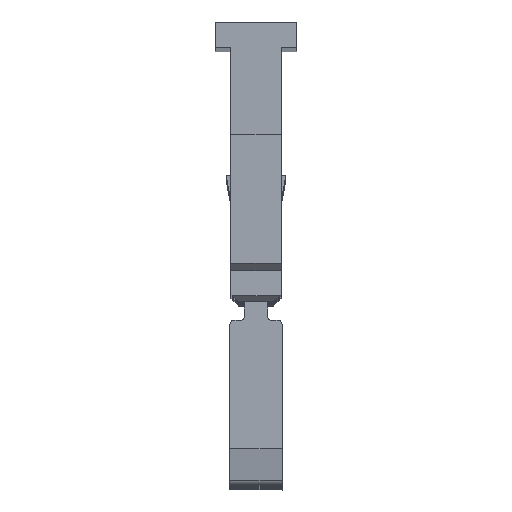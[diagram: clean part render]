
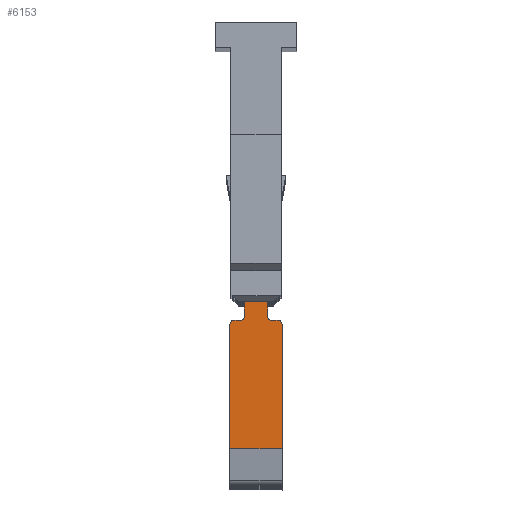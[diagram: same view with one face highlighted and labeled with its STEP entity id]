
A CAD part, top view. The second image highlights one B-rep face of the part: STEP entity #6153.
In plain terms, the highlighted planar face has unit normal (0, 0, 1).
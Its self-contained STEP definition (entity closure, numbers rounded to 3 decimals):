
#267 = AXIS2_PLACEMENT_3D ( 'NONE', #13465, #13502, #13483 ) ;
#271 = VECTOR ( 'NONE', #13500, 1000. ) ;
#272 = CIRCLE ( 'NONE', #267, 0.2 ) ;
#275 = VECTOR ( 'NONE', #13552, 1000. ) ;
#987 = FACE_OUTER_BOUND ( 'NONE', #9630, .T. ) ;
#1006 = CARTESIAN_POINT ( 'NONE',  ( 1392.082, 1072.329, 8.2 ) ) ;
#1011 = DIRECTION ( 'NONE',  ( 0., -1., 0. ) ) ;
#1014 = DIRECTION ( 'NONE',  ( 0., 0., 1. ) ) ;
#1031 = PLANE ( 'NONE',  #10621 ) ;
#5479 = LINE ( 'NONE', #5495, #10247 ) ;
#5485 = DIRECTION ( 'NONE',  ( 1., 0., 0. ) ) ;
#5495 = CARTESIAN_POINT ( 'NONE',  ( 1392.683, 1099.575, 8.2 ) ) ;
#5497 = CARTESIAN_POINT ( 'NONE',  ( 1392.682, 1063.477, 8.2 ) ) ;
#5509 = CARTESIAN_POINT ( 'NONE',  ( 1393.23, 1062.32, 8.2 ) ) ;
#5512 = DIRECTION ( 'NONE',  ( 0., 0., 1. ) ) ;
#5513 = DIRECTION ( 'NONE',  ( 0., 1., 0. ) ) ;
#5514 = DIRECTION ( 'NONE',  ( -1., 0., 0. ) ) ;
#5518 = LINE ( 'NONE', #5497, #10236 ) ;
#5535 = LINE ( 'NONE', #5536, #10232 ) ;
#5536 = CARTESIAN_POINT ( 'NONE',  ( 1393.43, 1046.275, 8.2 ) ) ;
#5545 = LINE ( 'NONE', #5552, #10250 ) ;
#5546 = DIRECTION ( 'NONE',  ( 0., 0., -1. ) ) ;
#5552 = CARTESIAN_POINT ( 'NONE',  ( 1391.482, 1072.329, 8.2 ) ) ;
#5553 = LINE ( 'NONE', #5595, #10273 ) ;
#5557 = DIRECTION ( 'NONE',  ( 0., -1., 0. ) ) ;
#5558 = CARTESIAN_POINT ( 'NONE',  ( 1391.282, 1062.72, 8.2 ) ) ;
#5560 = DIRECTION ( 'NONE',  ( 0., -1., 0. ) ) ;
#5562 = LINE ( 'NONE', #5588, #10294 ) ;
#5564 = CARTESIAN_POINT ( 'NONE',  ( 1392.882, 1062.72, 8.2 ) ) ;
#5569 = DIRECTION ( 'NONE',  ( 0., 0., -1. ) ) ;
#5573 = DIRECTION ( 'NONE',  ( 1., 0., 0. ) ) ;
#5575 = DIRECTION ( 'NONE',  ( -1., 0., 0. ) ) ;
#5577 = DIRECTION ( 'NONE',  ( 1., 0., 0. ) ) ;
#5588 = CARTESIAN_POINT ( 'NONE',  ( 1390.984, 1055.876, 8.2 ) ) ;
#5590 = DIRECTION ( 'NONE',  ( -1., 0., 0. ) ) ;
#5595 = CARTESIAN_POINT ( 'NONE',  ( 1392.082, 1062.52, 8.2 ) ) ;
#5865 = EDGE_CURVE ( 'NONE', #12895, #13074, #5518, .T. ) ;
#5866 = EDGE_CURVE ( 'NONE', #12891, #12895, #5479, .T. ) ;
#5873 = EDGE_CURVE ( 'NONE', #12886, #12893, #10258, .T. ) ;
#5878 = EDGE_CURVE ( 'NONE', #12917, #12891, #10243, .T. ) ;
#5883 = EDGE_CURVE ( 'NONE', #12921, #12882, #10266, .T. ) ;
#5887 = EDGE_CURVE ( 'NONE', #12886, #12967, #5535, .T. ) ;
#5891 = EDGE_CURVE ( 'NONE', #13074, #12921, #5545, .T. ) ;
#5896 = EDGE_CURVE ( 'NONE', #12919, #12967, #5562, .T. ) ;
#5899 = EDGE_CURVE ( 'NONE', #12893, #12917, #5553, .T. ) ;
#6153 = ADVANCED_FACE ( 'NONE', ( #987 ), #1031, .T. ) ;
#7613 = EDGE_CURVE ( 'NONE', #12882, #12913, #13441, .T. ) ;
#7616 = EDGE_CURVE ( 'NONE', #12913, #12878, #272, .T. ) ;
#7621 = EDGE_CURVE ( 'NONE', #12919, #12878, #13487, .T. ) ;
#9630 = EDGE_LOOP ( 'NONE', ( #22186, #22164, #22161, #22193, #22194, #22169, #22196, #22149, #22190, #22197, #22198, #22184 ) ) ;
#10229 = AXIS2_PLACEMENT_3D ( 'NONE', #5509, #5512, #5485 ) ;
#10232 = VECTOR ( 'NONE', #5557, 1000. ) ;
#10236 = VECTOR ( 'NONE', #5514, 1000. ) ;
#10243 = CIRCLE ( 'NONE', #10257, 0.2 ) ;
#10244 = AXIS2_PLACEMENT_3D ( 'NONE', #5558, #5569, #5573 ) ;
#10247 = VECTOR ( 'NONE', #5513, 1000. ) ;
#10250 = VECTOR ( 'NONE', #5560, 1000. ) ;
#10257 = AXIS2_PLACEMENT_3D ( 'NONE', #5564, #5546, #5575 ) ;
#10258 = CIRCLE ( 'NONE', #10229, 0.2 ) ;
#10266 = CIRCLE ( 'NONE', #10244, 0.2 ) ;
#10273 = VECTOR ( 'NONE', #5590, 1000. ) ;
#10294 = VECTOR ( 'NONE', #5577, 1000. ) ;
#10621 = AXIS2_PLACEMENT_3D ( 'NONE', #1006, #1014, #1011 ) ;
#12878 = VERTEX_POINT ( 'NONE', #14759 ) ;
#12882 = VERTEX_POINT ( 'NONE', #14817 ) ;
#12886 = VERTEX_POINT ( 'NONE', #14779 ) ;
#12891 = VERTEX_POINT ( 'NONE', #14785 ) ;
#12893 = VERTEX_POINT ( 'NONE', #14845 ) ;
#12895 = VERTEX_POINT ( 'NONE', #14783 ) ;
#12913 = VERTEX_POINT ( 'NONE', #14876 ) ;
#12917 = VERTEX_POINT ( 'NONE', #14942 ) ;
#12919 = VERTEX_POINT ( 'NONE', #14978 ) ;
#12921 = VERTEX_POINT ( 'NONE', #14956 ) ;
#12967 = VERTEX_POINT ( 'NONE', #14890 ) ;
#13074 = VERTEX_POINT ( 'NONE', #15105 ) ;
#13386 = CARTESIAN_POINT ( 'NONE',  ( 1392.082, 1062.52, 8.2 ) ) ;
#13441 = LINE ( 'NONE', #13386, #271 ) ;
#13465 = CARTESIAN_POINT ( 'NONE',  ( 1390.934, 1062.32, 8.2 ) ) ;
#13483 = DIRECTION ( 'NONE',  ( 1., 0., 0. ) ) ;
#13487 = LINE ( 'NONE', #13538, #275 ) ;
#13500 = DIRECTION ( 'NONE',  ( -1., 0., 0. ) ) ;
#13502 = DIRECTION ( 'NONE',  ( 0., 0., 1. ) ) ;
#13538 = CARTESIAN_POINT ( 'NONE',  ( 1390.734, 1046.275, 8.2 ) ) ;
#13552 = DIRECTION ( 'NONE',  ( 0., 1., 0. ) ) ;
#14759 = CARTESIAN_POINT ( 'NONE',  ( 1390.734, 1062.32, 8.2 ) ) ;
#14779 = CARTESIAN_POINT ( 'NONE',  ( 1393.43, 1062.32, 8.2 ) ) ;
#14783 = CARTESIAN_POINT ( 'NONE',  ( 1392.682, 1063.477, 8.2 ) ) ;
#14785 = CARTESIAN_POINT ( 'NONE',  ( 1392.682, 1062.72, 8.2 ) ) ;
#14817 = CARTESIAN_POINT ( 'NONE',  ( 1391.282, 1062.52, 8.2 ) ) ;
#14845 = CARTESIAN_POINT ( 'NONE',  ( 1393.23, 1062.52, 8.2 ) ) ;
#14876 = CARTESIAN_POINT ( 'NONE',  ( 1390.934, 1062.52, 8.2 ) ) ;
#14890 = CARTESIAN_POINT ( 'NONE',  ( 1393.43, 1055.876, 8.2 ) ) ;
#14942 = CARTESIAN_POINT ( 'NONE',  ( 1392.882, 1062.52, 8.2 ) ) ;
#14956 = CARTESIAN_POINT ( 'NONE',  ( 1391.482, 1062.72, 8.2 ) ) ;
#14978 = CARTESIAN_POINT ( 'NONE',  ( 1390.734, 1055.876, 8.2 ) ) ;
#15105 = CARTESIAN_POINT ( 'NONE',  ( 1391.482, 1063.477, 8.2 ) ) ;
#22149 = ORIENTED_EDGE ( 'NONE', *, *, #5873, .T. ) ;
#22161 = ORIENTED_EDGE ( 'NONE', *, *, #7613, .T. ) ;
#22164 = ORIENTED_EDGE ( 'NONE', *, *, #5883, .T. ) ;
#22169 = ORIENTED_EDGE ( 'NONE', *, *, #5896, .T. ) ;
#22184 = ORIENTED_EDGE ( 'NONE', *, *, #5865, .T. ) ;
#22186 = ORIENTED_EDGE ( 'NONE', *, *, #5891, .T. ) ;
#22190 = ORIENTED_EDGE ( 'NONE', *, *, #5899, .T. ) ;
#22193 = ORIENTED_EDGE ( 'NONE', *, *, #7616, .T. ) ;
#22194 = ORIENTED_EDGE ( 'NONE', *, *, #7621, .F. ) ;
#22196 = ORIENTED_EDGE ( 'NONE', *, *, #5887, .F. ) ;
#22197 = ORIENTED_EDGE ( 'NONE', *, *, #5878, .T. ) ;
#22198 = ORIENTED_EDGE ( 'NONE', *, *, #5866, .T. ) ;
